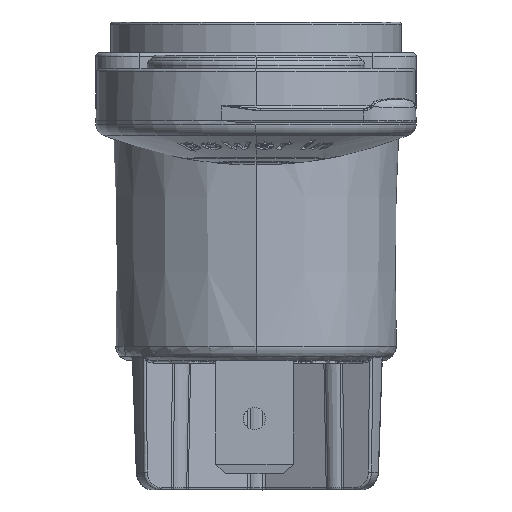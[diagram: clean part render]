
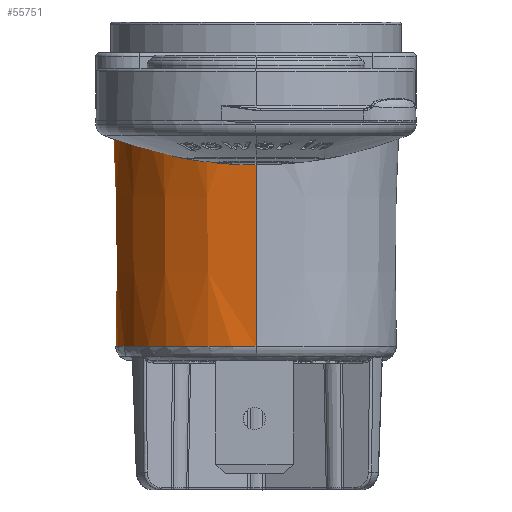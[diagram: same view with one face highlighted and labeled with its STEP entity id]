
A CAD part, front view. The second image highlights one B-rep face of the part: STEP entity #55751.
In plain terms, the highlighted conical face has half-angle 0.7 degrees and reference radius 11.512 mm.
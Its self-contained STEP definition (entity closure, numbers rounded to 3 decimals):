
#14028=CARTESIAN_POINT('',(0.,0.,-1.2));
#14029=DIRECTION('',(0.,0.,-1.));
#14030=DIRECTION('',(0.,-1.,0.));
#14031=AXIS2_PLACEMENT_3D('',#14028,#14029,#14030);
#14033=DIRECTION('',(0.,-0.012,1.));
#14034=VECTOR('',#14033,18.116);
#14035=CARTESIAN_POINT('',(0.,-11.402,-19.315));
#14036=LINE('',#14035,#14034);
#14037=CARTESIAN_POINT('',(0.,0.,-19.315));
#14038=DIRECTION('',(0.,0.,1.));
#14039=DIRECTION('',(0.,1.,0.));
#14040=AXIS2_PLACEMENT_3D('',#14037,#14038,#14039);
#14042=DIRECTION('',(0.,0.012,1.));
#14043=VECTOR('',#14042,18.116);
#14044=CARTESIAN_POINT('',(0.,11.402,-19.315));
#14045=LINE('',#14044,#14043);
#28437=CARTESIAN_POINT('',(0.,-11.402,-19.315));
#28439=VERTEX_POINT('',#28437);
#28464=CARTESIAN_POINT('',(0.,11.402,-19.315));
#28465=VERTEX_POINT('',#28464);
#28476=CARTESIAN_POINT('',(0.,11.623,-1.2));
#28477=CARTESIAN_POINT('',(0.,-11.623,-1.2));
#28478=VERTEX_POINT('',#28476);
#28479=VERTEX_POINT('',#28477);
#55739=CARTESIAN_POINT('',(0.,0.,-10.257));
#55740=DIRECTION('',(0.,0.,1.));
#55741=DIRECTION('',(0.,1.,0.));
#55742=AXIS2_PLACEMENT_3D('',#55739,#55740,#55741);
#55743=CONICAL_SURFACE('',#55742,11.512,0.7);
#55744=ORIENTED_EDGE('',*,*,#36120,.F.);
#55745=ORIENTED_EDGE('',*,*,#55734,.F.);
#55747=ORIENTED_EDGE('',*,*,#55746,.F.);
#55748=ORIENTED_EDGE('',*,*,#55730,.T.);
#55749=EDGE_LOOP('',(#55744,#55745,#55747,#55748));
#55750=FACE_OUTER_BOUND('',#55749,.F.);
#55751=ADVANCED_FACE('',(#55750),#55743,.T.);
#14032=CIRCLE('',#14031,11.623);
#14041=CIRCLE('',#14040,11.402);
#36120=EDGE_CURVE('',#28479,#28478,#14032,.T.);
#55730=EDGE_CURVE('',#28465,#28478,#14045,.T.);
#55734=EDGE_CURVE('',#28439,#28479,#14036,.T.);
#55746=EDGE_CURVE('',#28465,#28439,#14041,.T.);
